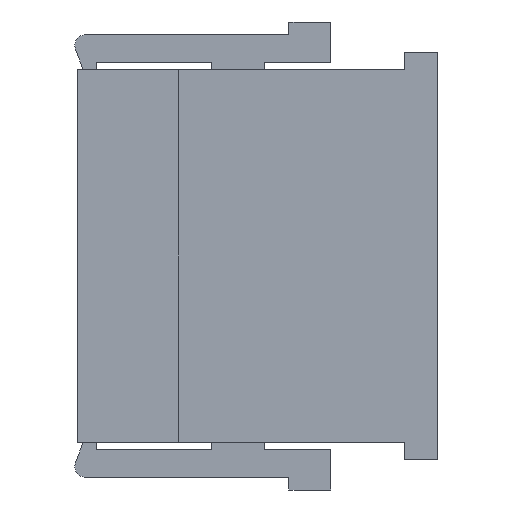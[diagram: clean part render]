
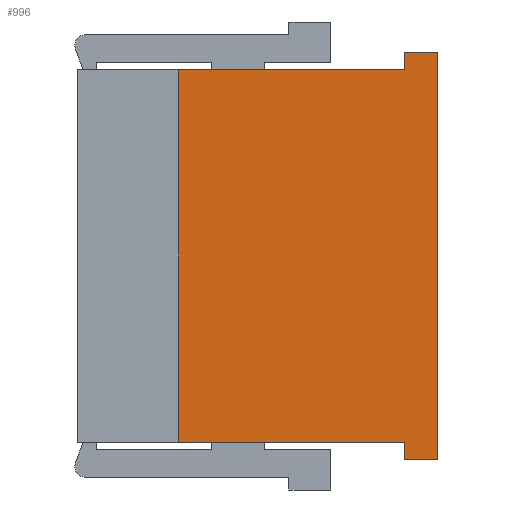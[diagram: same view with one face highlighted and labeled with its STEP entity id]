
A CAD part, left-side view. The second image highlights one B-rep face of the part: STEP entity #996.
In plain terms, the highlighted planar face has unit normal (-1, 0, 0).
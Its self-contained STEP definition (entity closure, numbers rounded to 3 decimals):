
#26=DIRECTION('',(0.,0.,-1.));
#27=VECTOR('',#26,36.9);
#28=CARTESIAN_POINT('',(-8.1,0.,18.45));
#29=LINE('',#28,#27);
#30=DIRECTION('',(0.,1.,0.));
#31=VECTOR('',#30,3.);
#32=CARTESIAN_POINT('',(-8.1,0.,-18.45));
#33=LINE('',#32,#31);
#50=DIRECTION('',(0.,1.,0.));
#51=VECTOR('',#50,20.5);
#52=CARTESIAN_POINT('',(-8.1,3.,-16.9));
#53=LINE('',#52,#51);
#62=DIRECTION('',(0.,0.,-1.));
#63=VECTOR('',#62,33.8);
#64=CARTESIAN_POINT('',(-8.1,23.5,16.9));
#65=LINE('',#64,#63);
#82=DIRECTION('',(0.,1.,0.));
#83=VECTOR('',#82,20.5);
#84=CARTESIAN_POINT('',(-8.1,3.,16.9));
#85=LINE('',#84,#83);
#294=DIRECTION('',(0.,0.,1.));
#295=VECTOR('',#294,1.55);
#296=CARTESIAN_POINT('',(-8.1,3.,16.9));
#297=LINE('',#296,#295);
#298=DIRECTION('',(0.,0.,1.));
#299=VECTOR('',#298,1.55);
#300=CARTESIAN_POINT('',(-8.1,3.,-18.45));
#301=LINE('',#300,#299);
#346=DIRECTION('',(0.,1.,0.));
#347=VECTOR('',#346,3.);
#348=CARTESIAN_POINT('',(-8.1,0.,18.45));
#349=LINE('',#348,#347);
#878=CARTESIAN_POINT('',(-8.1,0.,18.45));
#880=VERTEX_POINT('',#878);
#883=CARTESIAN_POINT('',(-8.1,0.,-18.45));
#885=VERTEX_POINT('',#883);
#894=CARTESIAN_POINT('',(-8.1,3.,18.45));
#896=VERTEX_POINT('',#894);
#899=CARTESIAN_POINT('',(-8.1,3.,-18.45));
#901=VERTEX_POINT('',#899);
#914=CARTESIAN_POINT('',(-8.1,23.5,16.9));
#916=VERTEX_POINT('',#914);
#918=CARTESIAN_POINT('',(-8.1,3.,16.9));
#919=VERTEX_POINT('',#918);
#921=CARTESIAN_POINT('',(-8.1,23.5,-16.9));
#923=VERTEX_POINT('',#921);
#924=CARTESIAN_POINT('',(-8.1,3.,-16.9));
#925=VERTEX_POINT('',#924);
#974=CARTESIAN_POINT('',(-8.1,0.,16.9));
#975=DIRECTION('',(-1.,0.,0.));
#976=DIRECTION('',(0.,0.,1.));
#977=AXIS2_PLACEMENT_3D('',#974,#975,#976);
#978=PLANE('',#977);
#979=ORIENTED_EDGE('',*,*,#947,.T.);
#981=ORIENTED_EDGE('',*,*,#980,.T.);
#983=ORIENTED_EDGE('',*,*,#982,.T.);
#985=ORIENTED_EDGE('',*,*,#984,.T.);
#987=ORIENTED_EDGE('',*,*,#986,.F.);
#989=ORIENTED_EDGE('',*,*,#988,.F.);
#991=ORIENTED_EDGE('',*,*,#990,.T.);
#993=ORIENTED_EDGE('',*,*,#992,.F.);
#994=EDGE_LOOP('',(#979,#981,#983,#985,#987,#989,#991,#993));
#995=FACE_OUTER_BOUND('',#994,.F.);
#996=ADVANCED_FACE('',(#995),#978,.T.);
#947=EDGE_CURVE('',#880,#885,#29,.T.);
#980=EDGE_CURVE('',#885,#901,#33,.T.);
#982=EDGE_CURVE('',#901,#925,#301,.T.);
#984=EDGE_CURVE('',#925,#923,#53,.T.);
#986=EDGE_CURVE('',#916,#923,#65,.T.);
#988=EDGE_CURVE('',#919,#916,#85,.T.);
#990=EDGE_CURVE('',#919,#896,#297,.T.);
#992=EDGE_CURVE('',#880,#896,#349,.T.);
